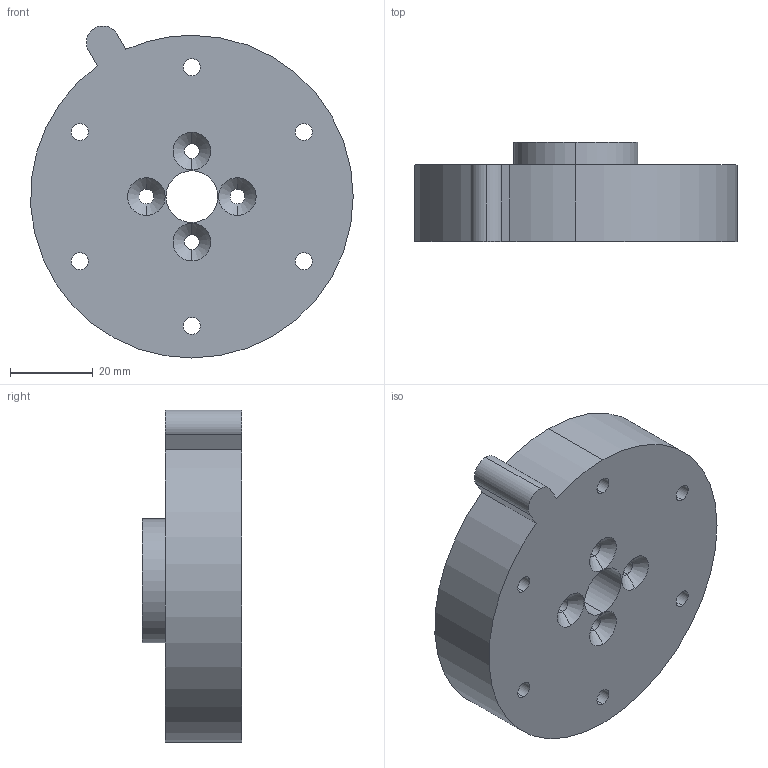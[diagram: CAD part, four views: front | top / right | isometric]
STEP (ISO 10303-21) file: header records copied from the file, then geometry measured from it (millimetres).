
FILE_DESCRIPTION(('FreeCAD Model'),'2;1');
FILE_NAME('Open CASCADE Shape Model','2021-05-04T18:24:14',('Author'),( ''),'Open CASCADE STEP processor 7.5','FreeCAD','Unknown');
FILE_SCHEMA(('AUTOMOTIVE_DESIGN { 1 0 10303 214 1 1 1 1 }'));
Length unit declared in the file: millimetre
Products named in the file (1): J2 Coupler_J2 Coupler
Bounding box: 77.93 x 24 x 80.24 mm (x, y, z)
Volume: 56151.3 mm3; surface area: 21076 mm2
Topology: 1 solids, 1 shells, 93 faces, 235 edges, 154 vertices
Faces by surface type: plane 50, cylinder 35, cone 8
Entity records: 5984 total; most frequent: CARTESIAN_POINT 1073, DIRECTION 951, LINE 557, VECTOR 557, ORIENTED_EDGE 470, PCURVE 470, DEFINITIONAL_REPRESENTATION 470, EDGE_CURVE 235
